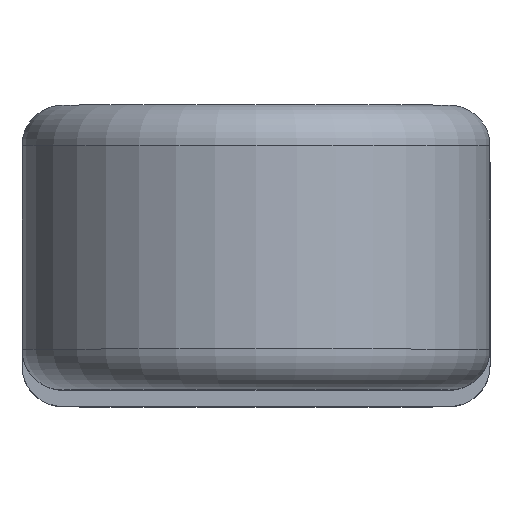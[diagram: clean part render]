
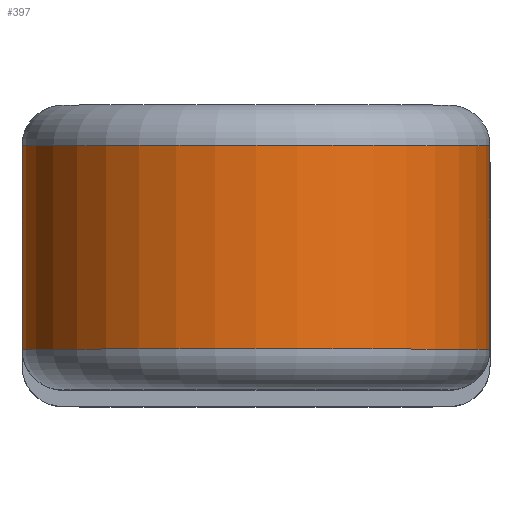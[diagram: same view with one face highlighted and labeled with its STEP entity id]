
A CAD part, top view. The second image highlights one B-rep face of the part: STEP entity #397.
In plain terms, the highlighted cylindrical face has radius 2.875 mm (diameter 5.75 mm), a partial arc.
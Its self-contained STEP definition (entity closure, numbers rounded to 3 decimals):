
#35=FACE_OUTER_BOUND('',#59,.T.);
#59=EDGE_LOOP('',(#287,#288,#289,#290));
#87=LINE('',#643,#117);
#94=LINE('',#661,#124);
#117=VECTOR('',#509,10.);
#124=VECTOR('',#522,10.);
#147=CIRCLE('',#437,2.875);
#151=CIRCLE('',#444,2.875);
#173=VERTEX_POINT('',#624);
#175=VERTEX_POINT('',#630);
#179=VERTEX_POINT('',#642);
#187=VERTEX_POINT('',#660);
#213=EDGE_CURVE('',#173,#175,#147,.T.);
#217=EDGE_CURVE('',#179,#175,#87,.T.);
#226=EDGE_CURVE('',#173,#187,#94,.T.);
#227=EDGE_CURVE('',#179,#187,#151,.T.);
#287=ORIENTED_EDGE('',*,*,#213,.F.);
#288=ORIENTED_EDGE('',*,*,#226,.T.);
#289=ORIENTED_EDGE('',*,*,#227,.F.);
#290=ORIENTED_EDGE('',*,*,#217,.T.);
#383=CYLINDRICAL_SURFACE('',#443,2.875);
#397=ADVANCED_FACE('',(#35),#383,.T.);
#437=AXIS2_PLACEMENT_3D('',#634,#499,#500);
#443=AXIS2_PLACEMENT_3D('',#659,#520,#521);
#444=AXIS2_PLACEMENT_3D('',#662,#523,#524);
#499=DIRECTION('center_axis',(0.,-1.,0.));
#500=DIRECTION('ref_axis',(0.,0.,1.));
#509=DIRECTION('',(0.,-1.,0.));
#520=DIRECTION('center_axis',(0.,1.,0.));
#521=DIRECTION('ref_axis',(-1.,0.,0.));
#522=DIRECTION('',(0.,1.,0.));
#523=DIRECTION('center_axis',(0.,1.,0.));
#524=DIRECTION('ref_axis',(0.,0.,1.));
#624=CARTESIAN_POINT('',(2.875,-23.,81.375));
#630=CARTESIAN_POINT('',(-2.875,-23.,81.375));
#634=CARTESIAN_POINT('Origin',(0.,-23.,81.375));
#642=CARTESIAN_POINT('',(-2.875,-20.5,81.375));
#643=CARTESIAN_POINT('',(-2.875,-21.,81.375));
#659=CARTESIAN_POINT('Origin',(0.,-21.,81.375));
#660=CARTESIAN_POINT('',(2.875,-20.5,81.375));
#661=CARTESIAN_POINT('',(2.875,-21.,81.375));
#662=CARTESIAN_POINT('Origin',(0.,-20.5,81.375));
